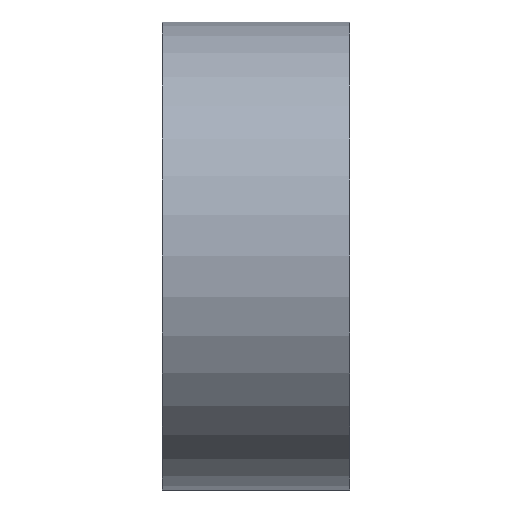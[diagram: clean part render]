
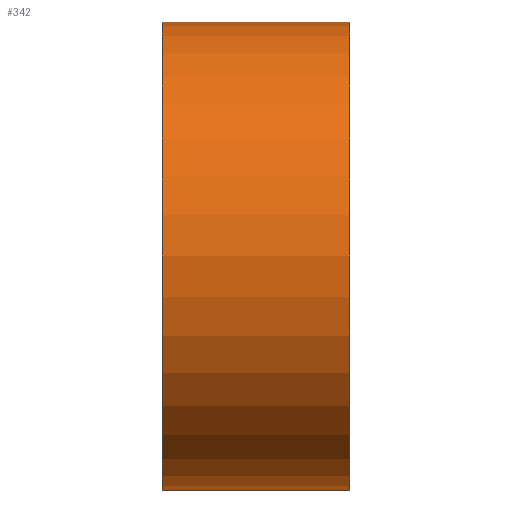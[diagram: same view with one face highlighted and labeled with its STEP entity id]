
A CAD part, left-side view. The second image highlights one B-rep face of the part: STEP entity #342.
In plain terms, the highlighted cylindrical face has radius 5 mm (diameter 10 mm), a partial arc.
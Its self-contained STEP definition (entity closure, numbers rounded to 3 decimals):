
#16=CYLINDRICAL_SURFACE('',#377,5.);
#20=CIRCLE('',#360,5.);
#23=CIRCLE('',#378,5.);
#40=FACE_OUTER_BOUND('',#60,.T.);
#60=EDGE_LOOP('',(#296,#297,#298,#299));
#63=LINE('',#471,#104);
#81=LINE('',#511,#122);
#104=VECTOR('',#384,10.);
#122=VECTOR('',#418,10.);
#145=VERTEX_POINT('',#469);
#146=VERTEX_POINT('',#470);
#153=VERTEX_POINT('',#486);
#160=VERTEX_POINT('',#510);
#175=EDGE_CURVE('',#145,#146,#63,.T.);
#183=EDGE_CURVE('',#153,#145,#20,.T.);
#195=EDGE_CURVE('',#153,#160,#81,.T.);
#219=EDGE_CURVE('',#160,#146,#23,.T.);
#296=ORIENTED_EDGE('',*,*,#183,.T.);
#297=ORIENTED_EDGE('',*,*,#175,.T.);
#298=ORIENTED_EDGE('',*,*,#219,.F.);
#299=ORIENTED_EDGE('',*,*,#195,.F.);
#342=ADVANCED_FACE('',(#40),#16,.T.);
#360=AXIS2_PLACEMENT_3D('',#487,#394,#395);
#377=AXIS2_PLACEMENT_3D('',#558,#461,#462);
#378=AXIS2_PLACEMENT_3D('',#559,#463,#464);
#384=DIRECTION('',(0.,1.,0.));
#394=DIRECTION('center_axis',(0.,1.,0.));
#395=DIRECTION('ref_axis',(0.,0.,-1.));
#418=DIRECTION('',(0.,1.,0.));
#461=DIRECTION('center_axis',(0.,1.,0.));
#462=DIRECTION('ref_axis',(0.,0.,-1.));
#463=DIRECTION('center_axis',(0.,1.,0.));
#464=DIRECTION('ref_axis',(0.,0.,-1.));
#469=CARTESIAN_POINT('',(0.,0.,5.));
#470=CARTESIAN_POINT('',(0.,4.,5.));
#471=CARTESIAN_POINT('',(0.,0.,5.));
#486=CARTESIAN_POINT('',(0.,0.,-5.));
#487=CARTESIAN_POINT('Origin',(0.,0.,0.));
#510=CARTESIAN_POINT('',(0.,4.,-5.));
#511=CARTESIAN_POINT('',(0.,0.,-5.));
#558=CARTESIAN_POINT('Origin',(0.,0.,0.));
#559=CARTESIAN_POINT('Origin',(0.,4.,0.));
